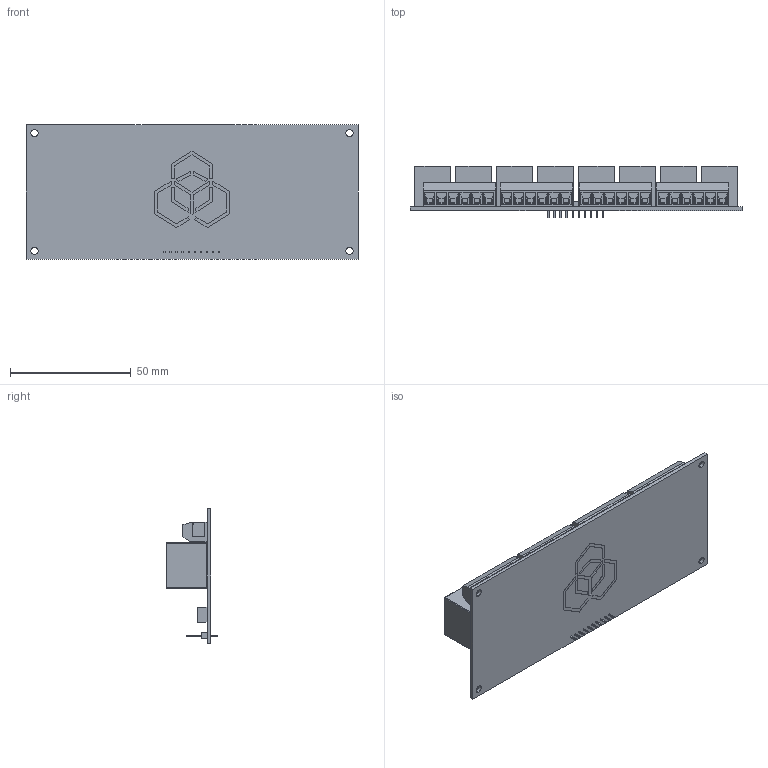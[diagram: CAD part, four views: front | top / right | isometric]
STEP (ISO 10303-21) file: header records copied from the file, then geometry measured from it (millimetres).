
FILE_DESCRIPTION (( 'STEP AP214' ), '1' );
FILE_NAME ('8-êàíàëüíîå ðåëå.STEP', '2015-11-28T17:25:54', ( '' ), ( '' ), 'SwSTEP 2.0', 'SolidWorks 2015', '' );
FILE_SCHEMA (( 'AUTOMOTIVE_DESIGN' ));
Length unit declared in the file: millimetre
Products named in the file (1): 8-êàíàëüíîå ðåëå
Bounding box: 137.7 x 21.5 x 55.8 mm (x, y, z)
Volume: 57167.2 mm3; surface area: 43724 mm2
Topology: 104 solids, 104 shells, 1119 faces, 2463 edges, 1570 vertices
Faces by surface type: plane 894, cylinder 187, sphere 38
Entity records: 31742 total; most frequent: CARTESIAN_POINT 5193, DIRECTION 4961, ORIENTED_EDGE 4850, EDGE_CURVE 2425, LINE 2077, VECTOR 2077, VERTEX_POINT 1570, AXIS2_PLACEMENT_3D 1442
